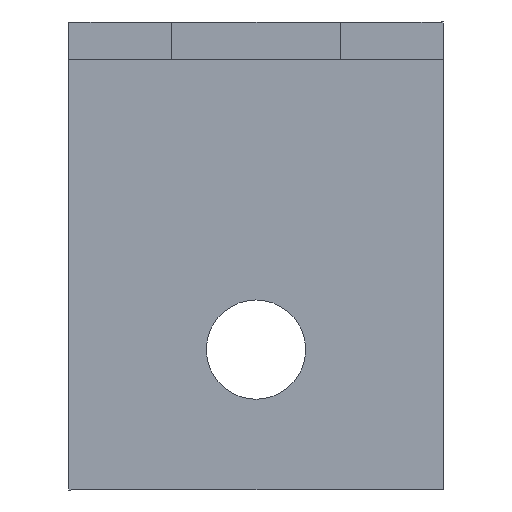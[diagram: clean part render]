
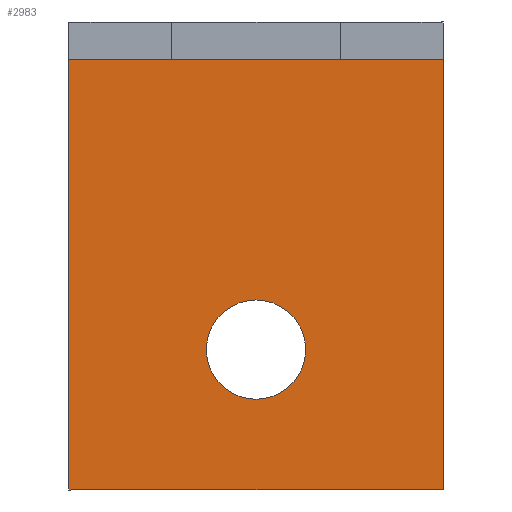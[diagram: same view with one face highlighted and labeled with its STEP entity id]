
A CAD part, front view. The second image highlights one B-rep face of the part: STEP entity #2983.
In plain terms, the highlighted planar face has unit normal (0, -1, 0).
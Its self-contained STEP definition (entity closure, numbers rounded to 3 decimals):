
#15=CIRCLE('',#3050,2.65);
#31=FACE_BOUND('',#426,.T.);
#90=PLANE('',#3061);
#251=FACE_OUTER_BOUND('',#425,.T.);
#425=EDGE_LOOP('',(#2711,#2712,#2713,#2714));
#426=EDGE_LOOP('',(#2715));
#648=LINE('',#6272,#889);
#664=LINE('',#6302,#905);
#667=LINE('',#6310,#908);
#668=LINE('',#6311,#909);
#889=VECTOR('',#3391,10.);
#905=VECTOR('',#3419,10.);
#908=VECTOR('',#3428,10.);
#909=VECTOR('',#3429,10.);
#1389=VERTEX_POINT('',#6264);
#1391=VERTEX_POINT('',#6270);
#1392=VERTEX_POINT('',#6271);
#1400=VERTEX_POINT('',#6300);
#1402=VERTEX_POINT('',#6309);
#1819=EDGE_CURVE('',#1389,#1389,#15,.T.);
#1822=EDGE_CURVE('',#1391,#1392,#648,.T.);
#1838=EDGE_CURVE('',#1400,#1392,#664,.T.);
#1841=EDGE_CURVE('',#1402,#1400,#667,.T.);
#1842=EDGE_CURVE('',#1402,#1391,#668,.T.);
#2711=ORIENTED_EDGE('',*,*,#1822,.T.);
#2712=ORIENTED_EDGE('',*,*,#1838,.F.);
#2713=ORIENTED_EDGE('',*,*,#1841,.F.);
#2714=ORIENTED_EDGE('',*,*,#1842,.T.);
#2715=ORIENTED_EDGE('',*,*,#1819,.T.);
#2983=ADVANCED_FACE('',(#251,#31),#90,.T.);
#3050=AXIS2_PLACEMENT_3D('',#6265,#3384,#3385);
#3061=AXIS2_PLACEMENT_3D('',#6308,#3426,#3427);
#3384=DIRECTION('center_axis',(0.,1.,0.));
#3385=DIRECTION('ref_axis',(1.,0.,0.));
#3391=DIRECTION('',(-1.,0.,0.));
#3419=DIRECTION('',(0.,0.,1.));
#3426=DIRECTION('center_axis',(0.,-1.,0.));
#3427=DIRECTION('ref_axis',(-1.,0.,0.));
#3428=DIRECTION('',(-1.,0.,0.));
#3429=DIRECTION('',(0.,0.,1.));
#6264=CARTESIAN_POINT('',(-182.65,294.5,0.));
#6265=CARTESIAN_POINT('Origin',(-180.,294.5,0.));
#6270=CARTESIAN_POINT('',(-170.,294.5,15.5));
#6271=CARTESIAN_POINT('',(-190.,294.5,15.5));
#6272=CARTESIAN_POINT('',(-175.,294.5,15.5));
#6300=CARTESIAN_POINT('',(-190.,294.5,-7.5));
#6302=CARTESIAN_POINT('',(-190.,294.5,12.5));
#6308=CARTESIAN_POINT('Origin',(-170.,294.5,12.5));
#6309=CARTESIAN_POINT('',(-170.,294.5,-7.5));
#6310=CARTESIAN_POINT('',(-190.,294.5,-7.5));
#6311=CARTESIAN_POINT('',(-170.,294.5,12.5));
